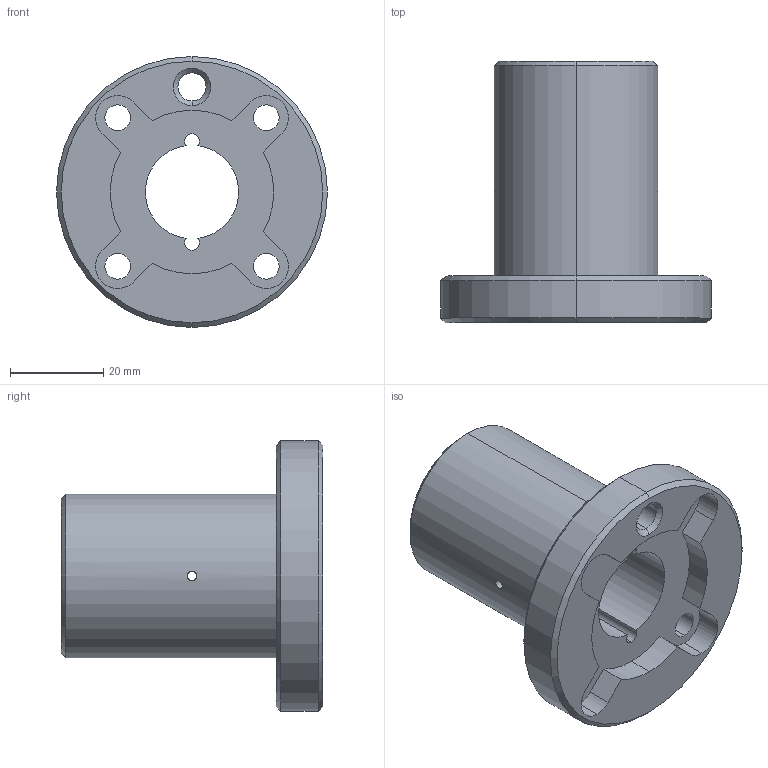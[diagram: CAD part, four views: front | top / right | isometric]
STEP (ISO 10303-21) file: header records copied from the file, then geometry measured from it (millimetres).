
FILE_DESCRIPTION (( 'STEP AP214' ), '1' );
FILE_NAME ('MFLEE_03(粣創蹟譫).STEP', '2022-11-29T03:14:03', ( '' ), ( '' ), 'SwSTEP 2.0', 'SolidWorks 2020', '' );
FILE_SCHEMA (( 'AUTOMOTIVE_DESIGN' ));
Length unit declared in the file: millimetre
Products named in the file (1): MFLEE_03(粣創蹟譫)
Bounding box: 58 x 56 x 58 mm (x, y, z)
Volume: 46049.2 mm3; surface area: 16145.6 mm2
Topology: 1 solids, 1 shells, 56 faces, 146 edges, 94 vertices
Faces by surface type: cylinder 34, plane 12, cone 10
Entity records: 1918 total; most frequent: CARTESIAN_POINT 425, DIRECTION 322, ORIENTED_EDGE 292, EDGE_CURVE 146, AXIS2_PLACEMENT_3D 127, VERTEX_POINT 94, EDGE_LOOP 74, CIRCLE 70
